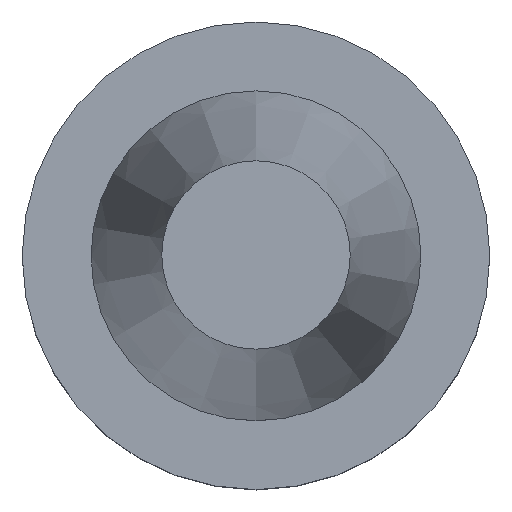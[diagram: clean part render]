
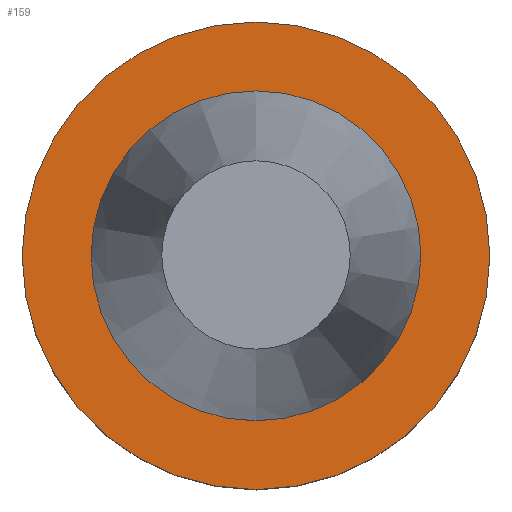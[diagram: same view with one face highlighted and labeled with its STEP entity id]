
A CAD part, top view. The second image highlights one B-rep face of the part: STEP entity #159.
In plain terms, the highlighted planar face has unit normal (0, 0, 1).
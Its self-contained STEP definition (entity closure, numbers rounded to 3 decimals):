
#100=EDGE_CURVE('Unnamed[1]',#240,#240,#241,.T.);
#143=EDGE_CURVE('Unnamed[1]',#305,#305,#306,.T.);
#159=ADVANCED_FACE('Unnamed[1]',(#329,#330),#331,.T.);
#240=VERTEX_POINT('',#425);
#241=CIRCLE('',#426,22.225);
#305=VERTEX_POINT('',#507);
#306=CIRCLE('',#508,31.5);
#329=FACE_OUTER_BOUND('',#537,.T.);
#330=FACE_BOUND('',#538,.T.);
#331=PLANE('',#539);
#425=CARTESIAN_POINT('',(0.,22.225,-1.));
#426=AXIS2_PLACEMENT_3D('',#626,#627,#628);
#507=CARTESIAN_POINT('',(0.,31.5,-1.));
#508=AXIS2_PLACEMENT_3D('',#695,#696,#697);
#537=EDGE_LOOP('',(#722));
#538=EDGE_LOOP('',(#723));
#539=AXIS2_PLACEMENT_3D('',#724,#725,#726);
#626=CARTESIAN_POINT('',(0.,0.,-1.));
#627=DIRECTION('',(0.,0.,-1.0));
#628=DIRECTION('',(0.,1.0,0.));
#695=CARTESIAN_POINT('',(0.,0.,-1.));
#696=DIRECTION('',(0.,0.,-1.0));
#697=DIRECTION('',(0.,1.0,0.));
#722=ORIENTED_EDGE('',*,*,#143,.F.);
#723=ORIENTED_EDGE('',*,*,#100,.T.);
#724=CARTESIAN_POINT('',(0.,26.862,-1.));
#725=DIRECTION('',(0.,0.,1.0));
#726=DIRECTION('',(0.,-1.0,0.));
